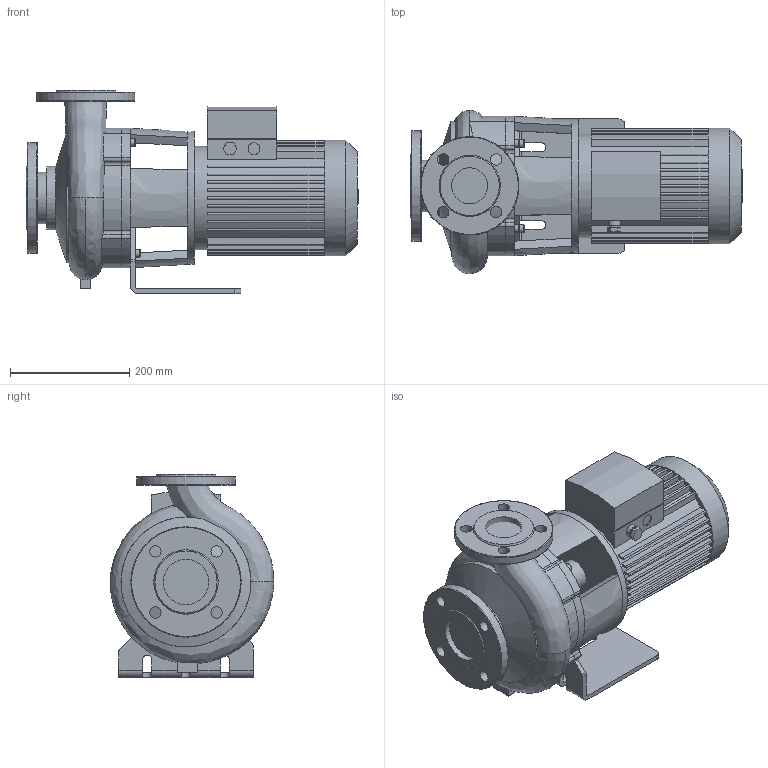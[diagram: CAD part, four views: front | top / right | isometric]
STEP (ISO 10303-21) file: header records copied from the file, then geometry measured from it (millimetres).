
FILE_DESCRIPTION(/* description */ (''),/* implementation_level */ '2;1');
FILE_NAME(/* name */ '3d_BL50_170-1_1_4-2121082.stp',/* time_stamp */ '2017-11-06T15:08:06+01:00',/* author */ ('Andrzej'),/* organization */ (''),/* preprocessor_version */ 'ST-DEVELOPER v16.13',/* originating_system */ 'AutoCAD Mechanical',/* authorisation */ '');
FILE_SCHEMA (('AUTOMOTIVE_DESIGN { 1 0 10303 214 3 1 1 }'));
Length unit declared in the file: millimetre
Products named in the file (1): Product
Bounding box: 556 x 273.92 x 340 mm (x, y, z)
Volume: 16490429.5 mm3; surface area: 1063070 mm2
Topology: 9 solids, 9 shells, 464 faces, 1250 edges, 813 vertices
Faces by surface type: plane 272, cylinder 144, bspline 32, torus 8, cone 8
Full cylindrical faces by diameter (mm): 9 x4, 13 x4, 16 x1, 19 x8, 20 x4, 50 x1, 60.3 x1, 76.1 x1, 86.1 x1, 106.1 x1, 165 x1, 173 x1, 185 x1, 193 x1, 223 x1
Entity records: 17444 total; most frequent: CARTESIAN_POINT 5790, DIRECTION 2416, ORIENTED_EDGE 2396, EDGE_CURVE 1198, AXIS2_PLACEMENT_3D 873, VERTEX_POINT 804, LINE 670, VECTOR 670
